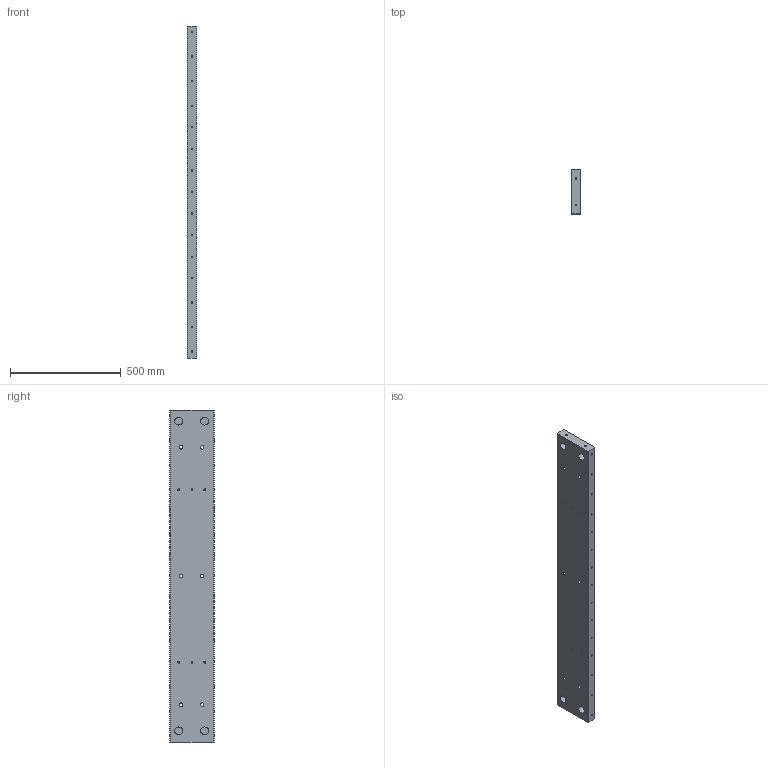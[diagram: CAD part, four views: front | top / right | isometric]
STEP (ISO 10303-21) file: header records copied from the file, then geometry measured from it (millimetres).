
FILE_DESCRIPTION (( 'STEP AP214' ), '1' );
FILE_NAME ('Crossbar.STEP', '2021-01-26T09:21:57', ( '' ), ( '' ), 'SwSTEP 2.0', 'SolidWorks 2021', '' );
FILE_SCHEMA (( 'AUTOMOTIVE_DESIGN' ));
Length unit declared in the file: millimetre
Products named in the file (1): Crossbar
Bounding box: 45 x 200 x 1500 mm (x, y, z)
Volume: 13268667.5 mm3; surface area: 785729.8 mm2
Topology: 1 solids, 1 shells, 194 faces, 484 edges, 266 vertices
Faces by surface type: cylinder 104, cone 80, plane 10
Entity records: 5690 total; most frequent: CARTESIAN_POINT 1145, DIRECTION 1026, ORIENTED_EDGE 848, EDGE_CURVE 424, AXIS2_PLACEMENT_3D 415, VERTEX_POINT 266, EDGE_LOOP 260, CIRCLE 220
